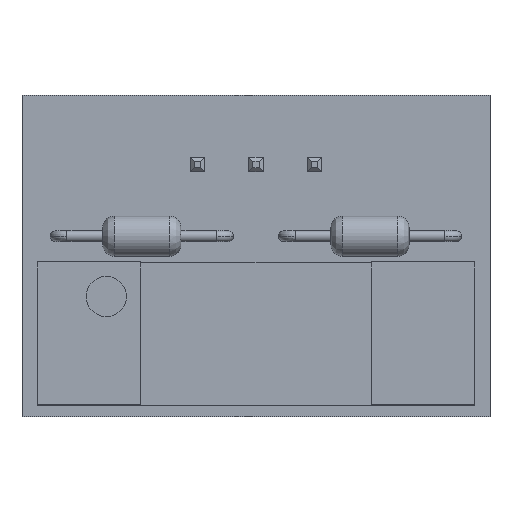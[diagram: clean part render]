
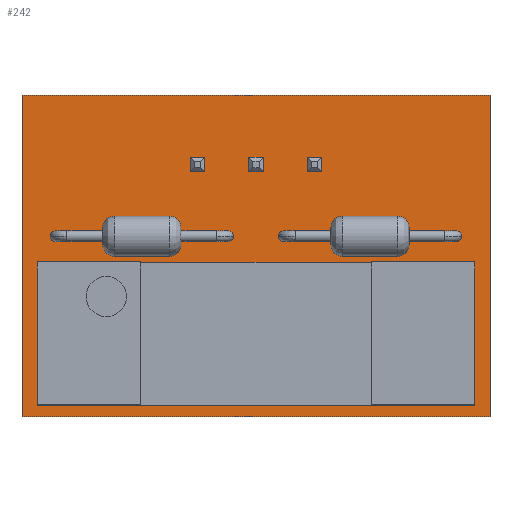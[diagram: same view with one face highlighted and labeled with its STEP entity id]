
A CAD part, top view. The second image highlights one B-rep face of the part: STEP entity #242.
In plain terms, the highlighted planar face has unit normal (0, 0, 1).
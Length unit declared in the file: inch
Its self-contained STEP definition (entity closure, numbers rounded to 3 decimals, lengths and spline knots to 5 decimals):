
#140=CARTESIAN_POINT('',(0.4,0.275,0.03));
#141=VERTEX_POINT('',#140);
#142=CARTESIAN_POINT('',(0.4,-0.275,0.03));
#143=VERTEX_POINT('',#142);
#144=CARTESIAN_POINT('',(0.4,0.275,0.03));
#145=DIRECTION('',(0.0,-1.0,0.0));
#146=VECTOR('',#145,0.55);
#147=LINE('',#144,#146);
#148=EDGE_CURVE('',#141,#143,#147,.T.);
#171=CARTESIAN_POINT('',(-0.4,-0.275,0.03));
#172=VERTEX_POINT('',#171);
#173=CARTESIAN_POINT('',(0.4,-0.275,0.03));
#174=DIRECTION('',(-1.0,0.0,0.0));
#175=VECTOR('',#174,0.8);
#176=LINE('',#173,#175);
#177=EDGE_CURVE('',#143,#172,#176,.T.);
#195=CARTESIAN_POINT('',(-0.4,0.275,0.03));
#196=VERTEX_POINT('',#195);
#197=CARTESIAN_POINT('',(-0.4,-0.275,0.03));
#198=DIRECTION('',(0.0,1.0,0.0));
#199=VECTOR('',#198,0.55);
#200=LINE('',#197,#199);
#201=EDGE_CURVE('',#172,#196,#200,.T.);
#219=CARTESIAN_POINT('',(-0.4,0.275,0.03));
#220=DIRECTION('',(1.0,0.0,0.0));
#221=VECTOR('',#220,0.8);
#222=LINE('',#219,#221);
#223=EDGE_CURVE('',#196,#141,#222,.T.);
#231=CARTESIAN_POINT('',(0.,0.,0.03));
#232=DIRECTION('',(0.0,0.0,1.0));
#233=DIRECTION('',(1.0,0.0,0.0));
#234=AXIS2_PLACEMENT_3D('',#231,#232,#233);
#235=PLANE('',#234);
#236=ORIENTED_EDGE('',*,*,#148,.F.);
#237=ORIENTED_EDGE('',*,*,#223,.F.);
#238=ORIENTED_EDGE('',*,*,#201,.F.);
#239=ORIENTED_EDGE('',*,*,#177,.F.);
#240=EDGE_LOOP('',(#236,#237,#238,#239));
#241=FACE_OUTER_BOUND('',#240,.T.);
#242=ADVANCED_FACE('',(#241),#235,.T.);
